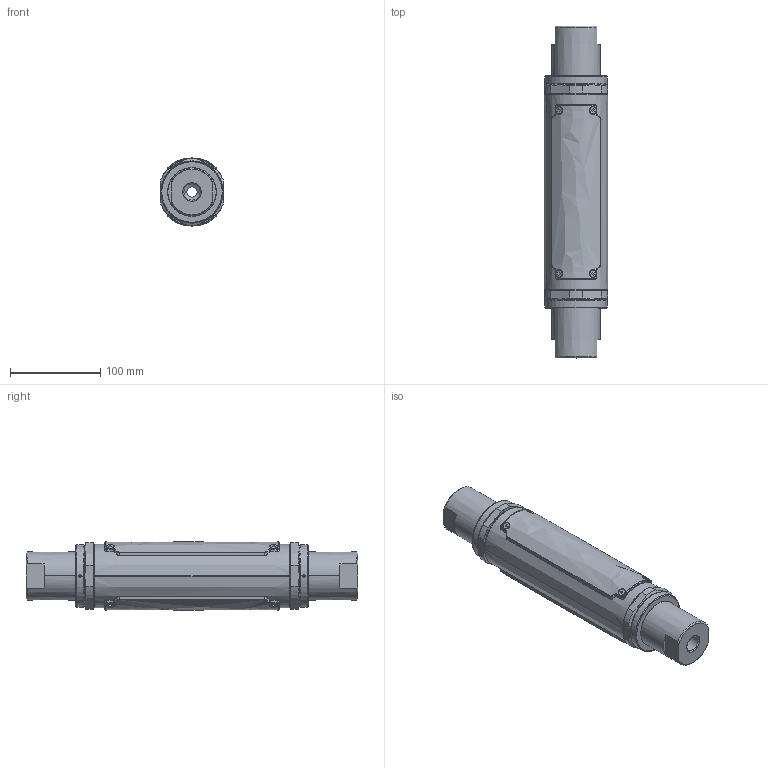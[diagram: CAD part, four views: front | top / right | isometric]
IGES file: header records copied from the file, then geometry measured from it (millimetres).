
Start section: SolidWorks IGES file using analytic representation for surfaces
Global section: file name: 1624-SF-2-AA-0-0.IGS; native system: SolidWorks 2020; preprocessor: SolidWorks 2020; author: CRaksin; date: 220204.100904; units: inch
Bounding box: 70 x 368.2 x 75.5 mm (x, y, z)
Surface area: 201207.7 mm2 (no closed solid volume)
Topology: 0 solids, 0 shells, 700 faces, 10966 edges, 10954 vertices
Faces by surface type: bspline 380, revolution 320
